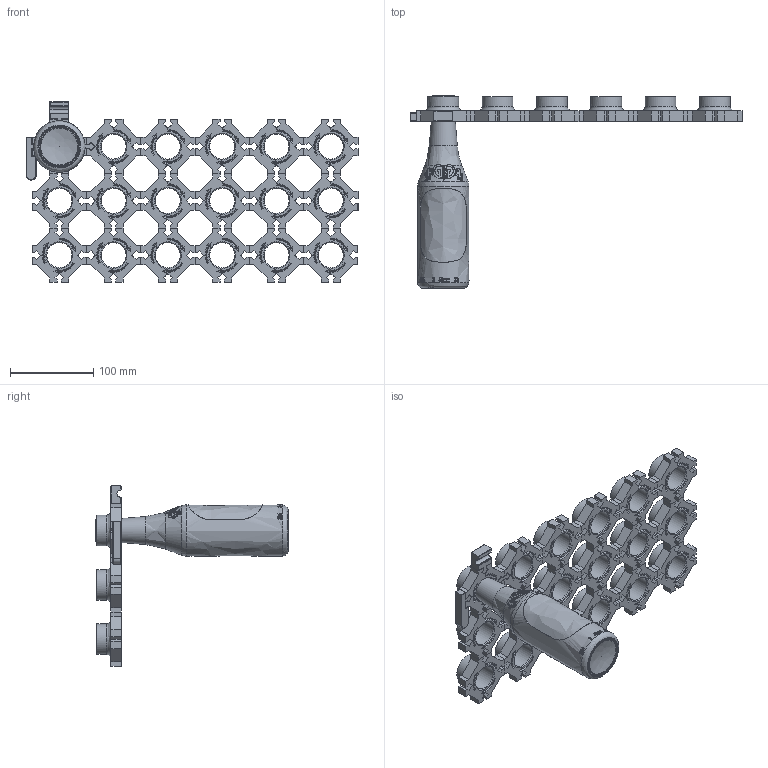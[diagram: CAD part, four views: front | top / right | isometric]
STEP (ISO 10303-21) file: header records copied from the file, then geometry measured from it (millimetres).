
FILE_DESCRIPTION(('FreeCAD Model'),'2;1');
FILE_NAME('Open CASCADE Shape Model','2025-05-01T01:07:39',('FreeCAD'),( 'FreeCAD'),'Open CASCADE STEP processor 7.6','FreeCAD','Unknown');
FILE_SCHEMA(('AUTOMOTIVE_DESIGN { 1 0 10303 214 1 1 1 1 }'));
Products named in the file (1): Open CASCADE STEP translator 7.6 1
Bounding box: 399.77 x 231.28 x 217.52 mm (x, y, z)
Volume: 726122 mm3; surface area: 306300.9 mm2
Topology: 23 solids, 23 shells, 3394 faces, 9537 edges, 6268 vertices
Faces by surface type: bspline 3394
Entity records: 123001 total; most frequent: CARTESIAN_POINT 66803, ORIENTED_EDGE 19050, EDGE_CURVE 9525, B_SPLINE_CURVE_WITH_KNOTS 8036, VERTEX_POINT 6268, FACE_BOUND 3521, EDGE_LOOP 3521, ADVANCED_FACE 3394
